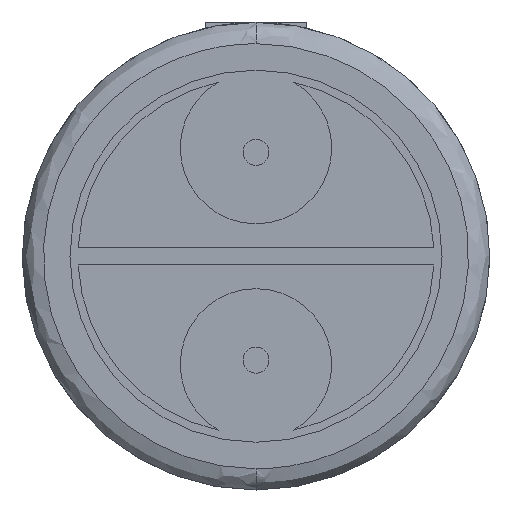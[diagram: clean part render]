
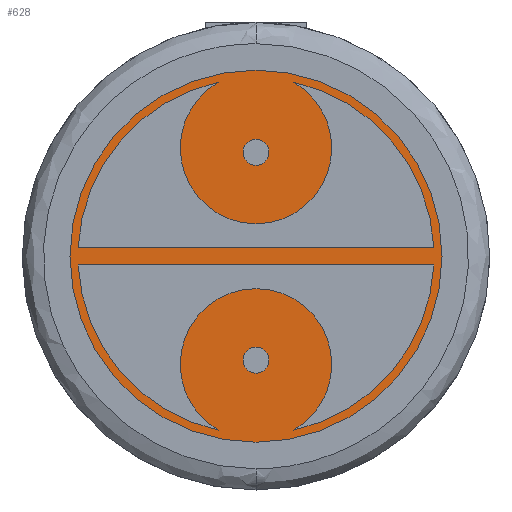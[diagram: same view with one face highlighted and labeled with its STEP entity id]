
A CAD part, front view. The second image highlights one B-rep face of the part: STEP entity #628.
In plain terms, the highlighted planar face has unit normal (0, -1, 0).
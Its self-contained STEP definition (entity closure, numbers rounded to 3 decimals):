
#95 = ORIENTED_EDGE ( 'NONE', *, *, #1373, .T. ) ;
#119 = ORIENTED_EDGE ( 'NONE', *, *, #1376, .T. ) ;
#183 = ORIENTED_EDGE ( 'NONE', *, *, #1403, .T. ) ;
#191 = ORIENTED_EDGE ( 'NONE', *, *, #1407, .T. ) ;
#216 = FACE_OUTER_BOUND ( 'NONE', #484, .T. ) ;
#234 = ORIENTED_EDGE ( 'NONE', *, *, #1405, .T. ) ;
#283 = ORIENTED_EDGE ( 'NONE', *, *, #1399, .T. ) ;
#341 = ORIENTED_EDGE ( 'NONE', *, *, #1408, .T. ) ;
#347 = EDGE_LOOP ( 'NONE', ( #191, #341, #439, #234, #557 ) ) ;
#351 = ORIENTED_EDGE ( 'NONE', *, *, #1409, .T. ) ;
#357 = EDGE_LOOP ( 'NONE', ( #494, #183, #588, #283 ) ) ;
#439 = ORIENTED_EDGE ( 'NONE', *, *, #1384, .T. ) ;
#452 = ORIENTED_EDGE ( 'NONE', *, *, #1411, .T. ) ;
#484 = EDGE_LOOP ( 'NONE', ( #351, #119 ) ) ;
#494 = ORIENTED_EDGE ( 'NONE', *, *, #1401, .T. ) ;
#517 = EDGE_LOOP ( 'NONE', ( #95, #452 ) ) ;
#557 = ORIENTED_EDGE ( 'NONE', *, *, #1406, .T. ) ;
#588 = ORIENTED_EDGE ( 'NONE', *, *, #1397, .T. ) ;
#628 = ADVANCED_FACE ( 'NONE', ( #3493, #216, #3454, #3416 ), #2102, .T. ) ;
#870 = CARTESIAN_POINT ( 'NONE',  ( 0., 0.2, 0. ) ) ;
#888 = DIRECTION ( 'NONE',  ( -1., 0., 0. ) ) ;
#889 = CARTESIAN_POINT ( 'NONE',  ( 0., 0.2, 0. ) ) ;
#893 = CARTESIAN_POINT ( 'NONE',  ( 0., 0.2, -0.203 ) ) ;
#895 = CARTESIAN_POINT ( 'NONE',  ( 0., 0.2, -2.5 ) ) ;
#905 = DIRECTION ( 'NONE',  ( 0., 1., 0. ) ) ;
#906 = DIRECTION ( 'NONE',  ( 0., 0., -1. ) ) ;
#909 = DIRECTION ( 'NONE',  ( 0., 0., 1. ) ) ;
#910 = CARTESIAN_POINT ( 'NONE',  ( 0., 0.2, 0. ) ) ;
#912 = DIRECTION ( 'NONE',  ( 0., 0., -1. ) ) ;
#913 = DIRECTION ( 'NONE',  ( 0., -1., 0. ) ) ;
#918 = CARTESIAN_POINT ( 'NONE',  ( 0., 0.2, 0. ) ) ;
#923 = DIRECTION ( 'NONE',  ( 1., 0., 0. ) ) ;
#926 = DIRECTION ( 'NONE',  ( 0., 0., 1. ) ) ;
#927 = DIRECTION ( 'NONE',  ( 0., -1., 0. ) ) ;
#933 = CARTESIAN_POINT ( 'NONE',  ( 0., 0.2, 2.5 ) ) ;
#939 = DIRECTION ( 'NONE',  ( 0., 1., 0. ) ) ;
#940 = CARTESIAN_POINT ( 'NONE',  ( 0., 0.2, 0.203 ) ) ;
#942 = DIRECTION ( 'NONE',  ( 0., 0., -1. ) ) ;
#945 = DIRECTION ( 'NONE',  ( 0., 0., 1. ) ) ;
#946 = DIRECTION ( 'NONE',  ( 0., 0., -1. ) ) ;
#954 = DIRECTION ( 'NONE',  ( 0., -1., 0. ) ) ;
#956 = DIRECTION ( 'NONE',  ( 0., 0., 1. ) ) ;
#961 = DIRECTION ( 'NONE',  ( 0., 1., 0. ) ) ;
#962 = CARTESIAN_POINT ( 'NONE',  ( 0., 0.2, -2.4 ) ) ;
#963 = DIRECTION ( 'NONE',  ( 0., 0., 1. ) ) ;
#965 = DIRECTION ( 'NONE',  ( 0., -1., 0. ) ) ;
#966 = CARTESIAN_POINT ( 'NONE',  ( 0., 0.2, 0. ) ) ;
#973 = CARTESIAN_POINT ( 'NONE',  ( 0., 0.2, 2.5 ) ) ;
#976 = DIRECTION ( 'NONE',  ( 0., 1., 0. ) ) ;
#981 = DIRECTION ( 'NONE',  ( 0., 1., 0. ) ) ;
#1002 = DIRECTION ( 'NONE',  ( 0., 0., -1. ) ) ;
#1003 = DIRECTION ( 'NONE',  ( 0., -1., 0. ) ) ;
#1007 = CARTESIAN_POINT ( 'NONE',  ( 0., 0.2, 0. ) ) ;
#1011 = DIRECTION ( 'NONE',  ( 0., 0., 1. ) ) ;
#1012 = DIRECTION ( 'NONE',  ( 0., 1., 0. ) ) ;
#1013 = CARTESIAN_POINT ( 'NONE',  ( 0., 0.2, -2.4 ) ) ;
#1196 = CARTESIAN_POINT ( 'NONE',  ( -4.107, 0.2, 0.203 ) ) ;
#1199 = CARTESIAN_POINT ( 'NONE',  ( 4.107, 0.2, -0.203 ) ) ;
#1200 = CARTESIAN_POINT ( 'NONE',  ( 4.107, 0.2, 0.203 ) ) ;
#1206 = CARTESIAN_POINT ( 'NONE',  ( 0., 0.2, 4.297 ) ) ;
#1208 = CARTESIAN_POINT ( 'NONE',  ( 0., 0.2, -2.1 ) ) ;
#1211 = CARTESIAN_POINT ( 'NONE',  ( 0., 0.2, -2.7 ) ) ;
#1216 = CARTESIAN_POINT ( 'NONE',  ( 0., 0.2, 0.75 ) ) ;
#1221 = CARTESIAN_POINT ( 'NONE',  ( 0.867, 0.2, 4.02 ) ) ;
#1224 = CARTESIAN_POINT ( 'NONE',  ( -4.107, 0.2, -0.203 ) ) ;
#1227 = CARTESIAN_POINT ( 'NONE',  ( -0.867, 0.2, -4.02 ) ) ;
#1240 = CARTESIAN_POINT ( 'NONE',  ( 0., 0.2, -4.297 ) ) ;
#1268 = CARTESIAN_POINT ( 'NONE',  ( 0.867, 0.2, -4.02 ) ) ;
#1273 = CARTESIAN_POINT ( 'NONE',  ( -0.867, 0.2, 4.02 ) ) ;
#1373 = EDGE_CURVE ( 'NONE', #3576, #3579, #3160, .T. ) ;
#1376 = EDGE_CURVE ( 'NONE', #3574, #3609, #3165, .T. ) ;
#1384 = EDGE_CURVE ( 'NONE', #3584, #3589, #3177, .T. ) ;
#1397 = EDGE_CURVE ( 'NONE', #3595, #3592, #3198, .T. ) ;
#1399 = EDGE_CURVE ( 'NONE', #3592, #3566, #3199, .T. ) ;
#1401 = EDGE_CURVE ( 'NONE', #3566, #3637, #3205, .T. ) ;
#1403 = EDGE_CURVE ( 'NONE', #3637, #3595, #3207, .T. ) ;
#1405 = EDGE_CURVE ( 'NONE', #3589, #3567, #3208, .T. ) ;
#1406 = EDGE_CURVE ( 'NONE', #3567, #3563, #3203, .T. ) ;
#1407 = EDGE_CURVE ( 'NONE', #3563, #3649, #3211, .T. ) ;
#1408 = EDGE_CURVE ( 'NONE', #3649, #3584, #3213, .T. ) ;
#1409 = EDGE_CURVE ( 'NONE', #3609, #3574, #3214, .T. ) ;
#1411 = EDGE_CURVE ( 'NONE', #3579, #3576, #3216, .T. ) ;
#1526 = AXIS2_PLACEMENT_3D ( 'NONE', #2091, #1986, #2028 ) ;
#1773 = AXIS2_PLACEMENT_3D ( 'NONE', #1013, #1012, #1011 ) ;
#1776 = AXIS2_PLACEMENT_3D ( 'NONE', #1007, #1003, #1002 ) ;
#1777 = AXIS2_PLACEMENT_3D ( 'NONE', #933, #913, #912 ) ;
#1784 = AXIS2_PLACEMENT_3D ( 'NONE', #973, #954, #942 ) ;
#1786 = AXIS2_PLACEMENT_3D ( 'NONE', #870, #961, #909 ) ;
#1787 = AXIS2_PLACEMENT_3D ( 'NONE', #910, #939, #956 ) ;
#1788 = AXIS2_PLACEMENT_3D ( 'NONE', #895, #927, #906 ) ;
#1789 = AXIS2_PLACEMENT_3D ( 'NONE', #966, #905, #926 ) ;
#1790 = AXIS2_PLACEMENT_3D ( 'NONE', #918, #976, #945 ) ;
#1791 = AXIS2_PLACEMENT_3D ( 'NONE', #889, #965, #946 ) ;
#1792 = AXIS2_PLACEMENT_3D ( 'NONE', #962, #981, #963 ) ;
#1986 = DIRECTION ( 'NONE',  ( 0., -1., 0. ) ) ;
#2028 = DIRECTION ( 'NONE',  ( 0., 0., -1. ) ) ;
#2091 = CARTESIAN_POINT ( 'NONE',  ( 0., 0.2, 0. ) ) ;
#2102 = PLANE ( 'NONE',  #1526 ) ;
#3160 = CIRCLE ( 'NONE', #1773, 0.3 ) ;
#3165 = CIRCLE ( 'NONE', #1776, 4.297 ) ;
#3177 = CIRCLE ( 'NONE', #1777, 1.75 ) ;
#3198 = CIRCLE ( 'NONE', #1786, 4.112 ) ;
#3199 = LINE ( 'NONE', #893, #3200 ) ;
#3200 = VECTOR ( 'NONE', #923, 1000. ) ;
#3203 = LINE ( 'NONE', #940, #3206 ) ;
#3205 = CIRCLE ( 'NONE', #1787, 4.112 ) ;
#3206 = VECTOR ( 'NONE', #888, 1000. ) ;
#3207 = CIRCLE ( 'NONE', #1788, 1.75 ) ;
#3208 = CIRCLE ( 'NONE', #1789, 4.112 ) ;
#3211 = CIRCLE ( 'NONE', #1790, 4.112 ) ;
#3213 = CIRCLE ( 'NONE', #1784, 1.75 ) ;
#3214 = CIRCLE ( 'NONE', #1791, 4.297 ) ;
#3216 = CIRCLE ( 'NONE', #1792, 0.3 ) ;
#3416 = FACE_BOUND ( 'NONE', #357, .T. ) ;
#3454 = FACE_BOUND ( 'NONE', #347, .T. ) ;
#3493 = FACE_BOUND ( 'NONE', #517, .T. ) ;
#3563 = VERTEX_POINT ( 'NONE', #1196 ) ;
#3566 = VERTEX_POINT ( 'NONE', #1199 ) ;
#3567 = VERTEX_POINT ( 'NONE', #1200 ) ;
#3574 = VERTEX_POINT ( 'NONE', #1206 ) ;
#3576 = VERTEX_POINT ( 'NONE', #1208 ) ;
#3579 = VERTEX_POINT ( 'NONE', #1211 ) ;
#3584 = VERTEX_POINT ( 'NONE', #1216 ) ;
#3589 = VERTEX_POINT ( 'NONE', #1221 ) ;
#3592 = VERTEX_POINT ( 'NONE', #1224 ) ;
#3595 = VERTEX_POINT ( 'NONE', #1227 ) ;
#3609 = VERTEX_POINT ( 'NONE', #1240 ) ;
#3637 = VERTEX_POINT ( 'NONE', #1268 ) ;
#3649 = VERTEX_POINT ( 'NONE', #1273 ) ;
